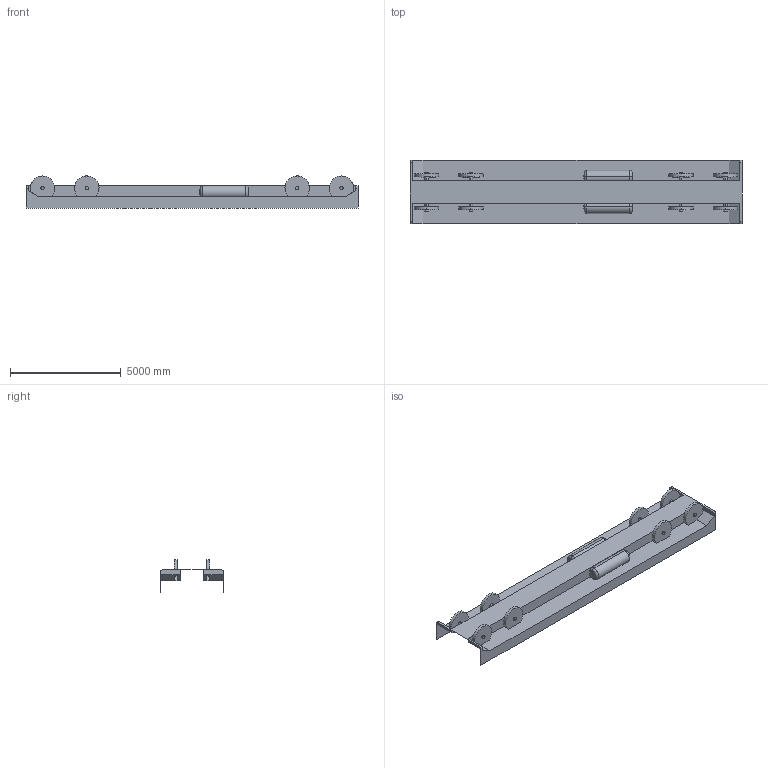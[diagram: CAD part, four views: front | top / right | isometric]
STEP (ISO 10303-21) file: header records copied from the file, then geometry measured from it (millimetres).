
FILE_DESCRIPTION (( 'STEP AP214' ), '1' );
FILE_NAME ('Locomotive_underbody_MoreDetailed.STEP', '2024-03-19T16:27:42', ( '' ), ( '' ), 'SwSTEP 2.0', 'SolidWorks 2022', '' );
FILE_SCHEMA (( 'AUTOMOTIVE_DESIGN' ));
Length unit declared in the file: millimetre
Products named in the file (1): Locomotive_underbody_MoreDetailed
Bounding box: 15000 x 2850 x 1450 mm (x, y, z)
Surface area: 90275404.1 mm2 (no closed solid volume)
Topology: 0 solids, 1 shells, 111 faces, 302 edges, 196 vertices
Faces by surface type: cylinder 52, plane 39, torus 12, cone 8
Entity records: 4011 total; most frequent: CARTESIAN_POINT 1136, DIRECTION 610, ORIENTED_EDGE 576, EDGE_CURVE 294, AXIS2_PLACEMENT_3D 232, VERTEX_POINT 196, VECTOR 146, LINE 146
